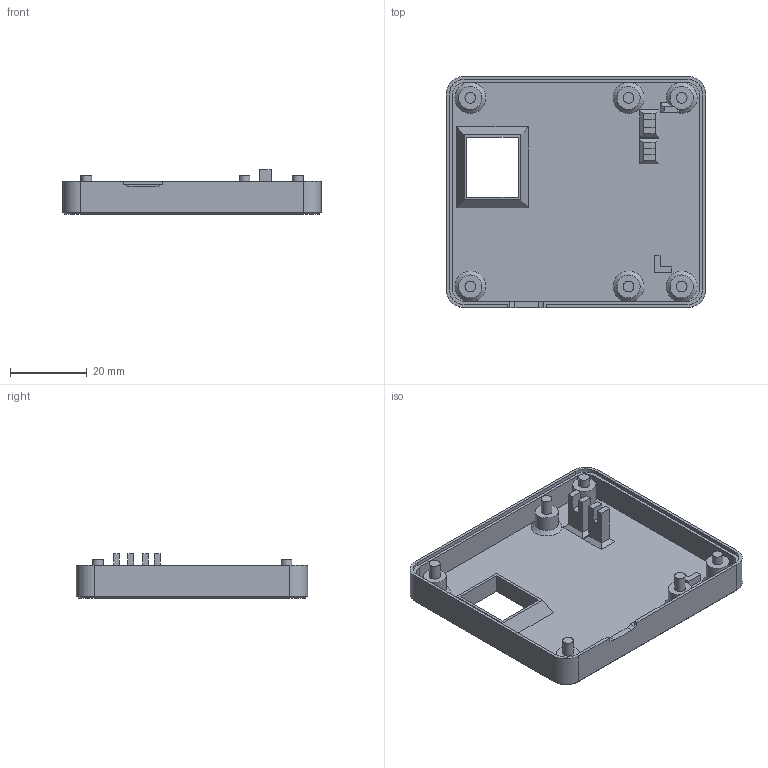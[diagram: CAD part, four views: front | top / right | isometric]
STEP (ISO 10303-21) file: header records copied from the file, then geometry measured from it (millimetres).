
FILE_DESCRIPTION(/* description */ (''),/* implementation_level */ '2;1');
FILE_NAME(/* name */ 'case_type3_bottom.step',/* time_stamp */ '2025-11-05T01:39:22+09:00',/* author */ (''),/* organization */ (''),/* preprocessor_version */ 'ST-DEVELOPER v20.1',/* originating_system */ 'Autodesk Translation Framework v14.17.0.0',/* authorisation */ '');
FILE_SCHEMA (('AUTOMOTIVE_DESIGN { 1 0 10303 214 3 1 1 }'));
Length unit declared in the file: millimetre
Products named in the file (1): case_type3
Bounding box: 67.3 x 60.1 x 11.5 mm (x, y, z)
Volume: 8410.4 mm3; surface area: 13063.8 mm2
Topology: 1 solids, 1 shells, 122 faces, 303 edges, 193 vertices
Faces by surface type: plane 86, cylinder 26, cone 10
Full cylindrical faces by diameter (mm): 2.8 x6, 6 x6
Entity records: 3614 total; most frequent: CARTESIAN_POINT 632, DIRECTION 613, ORIENTED_EDGE 606, EDGE_CURVE 303, LINE 227, VECTOR 227, VERTEX_POINT 193, AXIS2_PLACEMENT_3D 193
